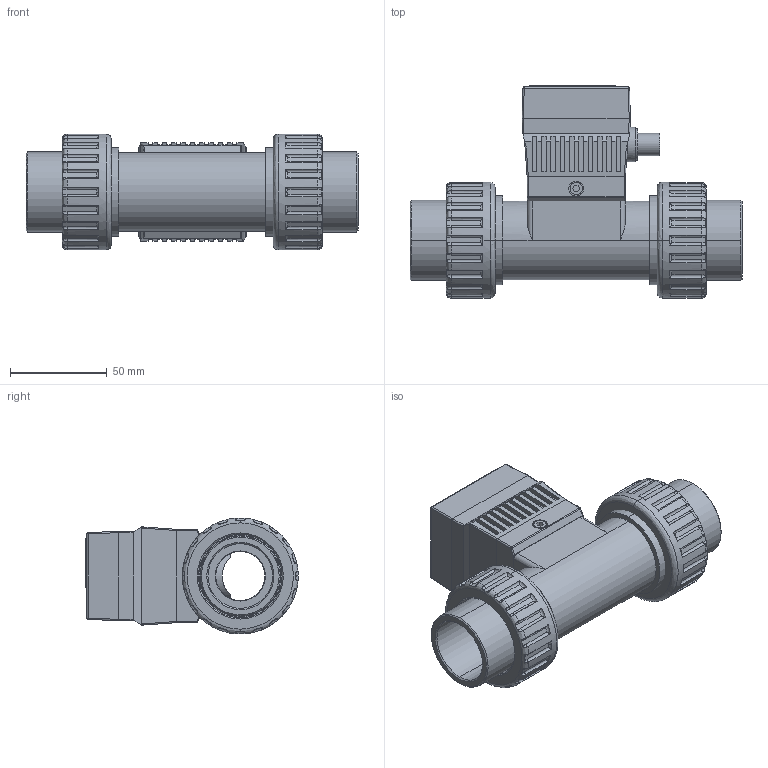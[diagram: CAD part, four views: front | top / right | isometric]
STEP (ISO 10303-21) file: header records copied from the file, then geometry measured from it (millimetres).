
FILE_DESCRIPTION (( 'STEP AP214' ), '1' );
FILE_NAME ('TKM-25-P.STEP', '2025-01-14T17:09:52', ( '' ), ( '' ), 'SwSTEP 2.0', 'SolidWorks 2021', '' );
FILE_SCHEMA (( 'AUTOMOTIVE_DESIGN' ));
Length unit declared in the file: inch
Products named in the file (1): TKM-25-P
Bounding box: 171.58 x 109.86 x 59.94 mm (x, y, z)
Volume: 351343.2 mm3; surface area: 92153.1 mm2
Topology: 7 solids, 7 shells, 634 faces, 1693 edges, 1091 vertices
Faces by surface type: plane 240, cylinder 190, bspline 188, cone 16
Entity records: 35144 total; most frequent: CARTESIAN_POINT 20796, ORIENTED_EDGE 3362, DIRECTION 2322, EDGE_CURVE 1681, VERTEX_POINT 1091, AXIS2_PLACEMENT_3D 777, VECTOR 768, LINE 768
